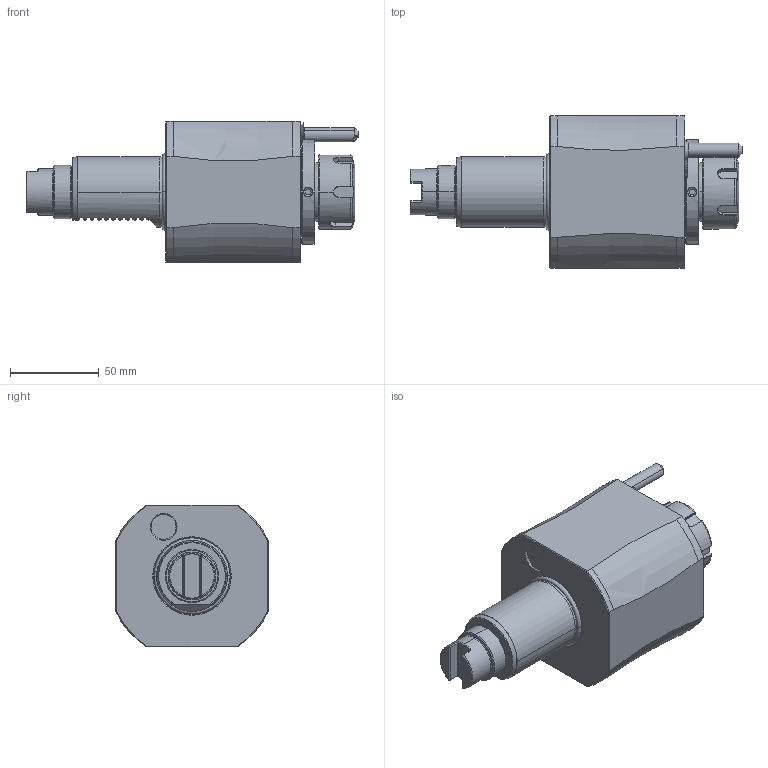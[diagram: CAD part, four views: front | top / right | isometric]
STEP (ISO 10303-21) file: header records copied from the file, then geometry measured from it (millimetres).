
FILE_DESCRIPTION((''),'2;1');
FILE_NAME('NGT1_40_161_25_1','2022-03-22T',('vali'),('NOVA GRUP'),'PRO/ENGINEER BY PARAMETRIC TECHNOLOGY CORPORATION, 2010280','PRO/ENGINEER BY PARAMETRIC TECHNOLOGY CORPORATION, 2010280','');
FILE_SCHEMA(('CONFIG_CONTROL_DESIGN'));
Length unit declared in the file: millimetre
Products named in the file (1): NGT1_40_161_25_1
Bounding box: 187.34 x 86 x 80 mm (x, y, z)
Volume: 599993.5 mm3; surface area: 53815.1 mm2
Topology: 1 solids, 1 shells, 299 faces, 725 edges, 446 vertices
Faces by surface type: plane 111, cylinder 73, cone 45, bspline 44, torus 24, sphere 2
Entity records: 13084 total; most frequent: CARTESIAN_POINT 6541, ORIENTED_EDGE 1450, DIRECTION 1169, EDGE_CURVE 725, VERTEX_POINT 446, AXIS2_PLACEMENT_3D 423, VECTOR 323, LINE 323
